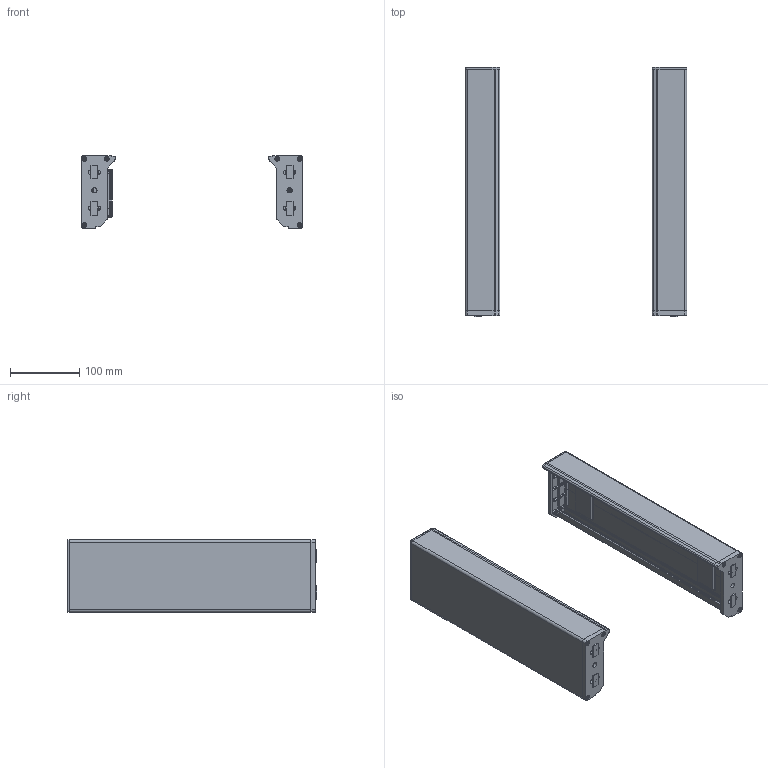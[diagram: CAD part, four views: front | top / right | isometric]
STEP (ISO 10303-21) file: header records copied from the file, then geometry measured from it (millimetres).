
FILE_DESCRIPTION (( 'STEP AP214' ), '1' );
FILE_NAME ('MZ-L2XP-TRX.STEP', '2020-09-29T17:29:10', ( '' ), ( '' ), 'SwSTEP 2.0', 'SolidWorks 2019', '' );
FILE_SCHEMA (( 'AUTOMOTIVE_DESIGN' ));
Length unit declared in the file: millimetre
Products named in the file (3): MZ-L2XP-TRX-right; MZ-L2XP-TRX-left; MZ-L2XP-TRX
Assembly tree (2 placements, depth 2):
  MZ-L2XP-TRX
    MZ-L2XP-TRX-left
    MZ-L2XP-TRX-right
Bounding box: 320.76 x 361.9 x 105 mm (x, y, z)
Volume: 519372.6 mm3; surface area: 447766.8 mm2
Topology: 78 solids, 78 shells, 3006 faces, 7678 edges, 4878 vertices
Faces by surface type: plane 1414, cylinder 1172, bspline 298, cone 84, torus 38
Full cylindrical faces by diameter (mm): 2.5 x16, 3 x16, 3.5 x8, 3.6 x12, 4 x4, 4.5 x2, 5 x24, 5.5 x8, 6.4 x8, 7 x6, 7.5 x2, 10 x10, 12 x8
Entity records: 101604 total; most frequent: CARTESIAN_POINT 29499, ORIENTED_EDGE 14844, DIRECTION 14680, EDGE_CURVE 7422, AXIS2_PLACEMENT_3D 5109, VERTEX_POINT 4822, VECTOR 4462, LINE 4462
